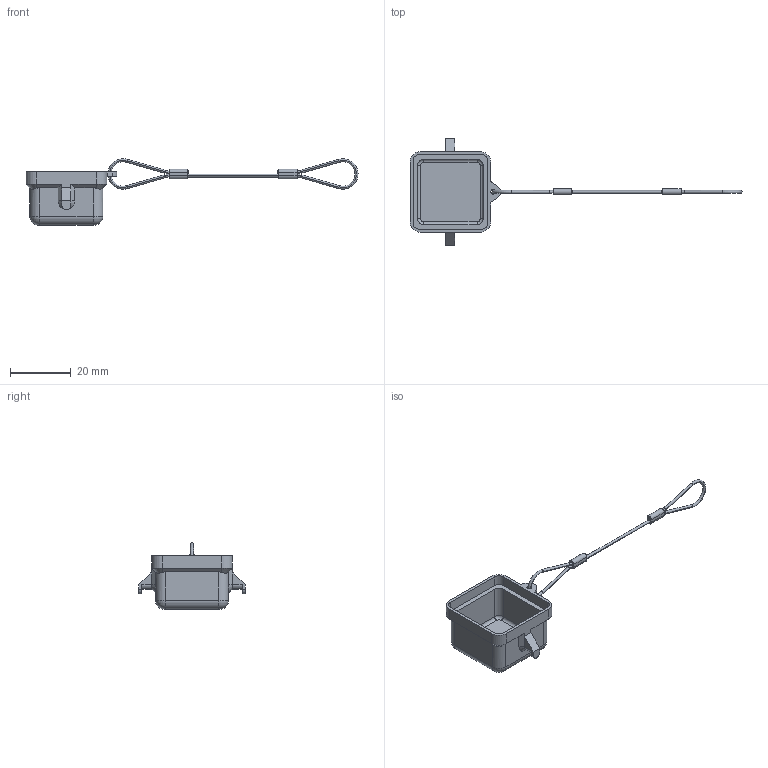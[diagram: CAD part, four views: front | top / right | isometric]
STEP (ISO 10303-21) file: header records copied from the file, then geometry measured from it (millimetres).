
FILE_DESCRIPTION(('Creo Elements/Direct Modeling STEP Export'),'2;1');
FILE_NAME('0ln7tug4ou4jitg4124','2019-01-28T 9:14:23',(''),(''),'PTC Creo Elements/Direct Modeling STEP processor for AP214 (Solid Model)','PTC Creo Elements/Direct Modeling 19.0E 27-Jun-2016 (C) Parametric Technology GmbH','');
FILE_SCHEMA(('AUTOMOTIVE_DESIGN { 1 0 10303 214 1 1 1 1 }'));
Length unit declared in the file: millimetre
Products named in the file (2): CK_03_CAS
Assembly tree (1 placements, depth 2):
  CK_03_CAS
    CK_03_CAS
Bounding box: 108.93 x 35 x 21.81 mm (x, y, z)
Volume: 3102.3 mm3; surface area: 4766.4 mm2
Topology: 1 solids, 1 shells, 139 faces, 372 edges, 247 vertices
Faces by surface type: plane 62, cylinder 51, torus 20, cone 6
Entity records: 4710 total; most frequent: CARTESIAN_POINT 854, ORIENTED_EDGE 744, DIRECTION 727, EDGE_CURVE 372, AXIS2_PLACEMENT_3D 263, VERTEX_POINT 247, VECTOR 201, LINE 201
